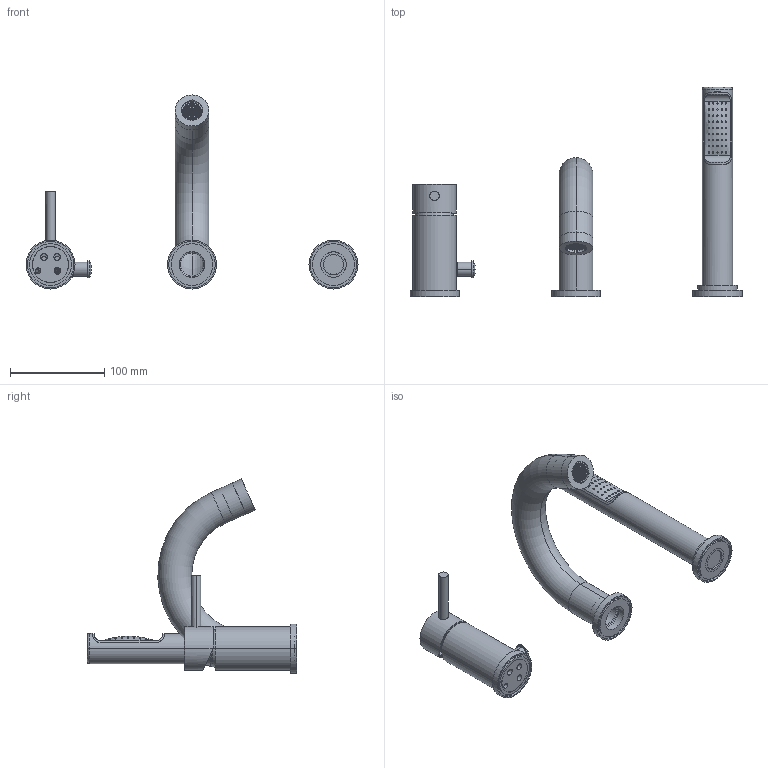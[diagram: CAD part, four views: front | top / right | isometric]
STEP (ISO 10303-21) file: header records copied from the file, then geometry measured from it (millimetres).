
FILE_DESCRIPTION((''),'2;1');
FILE_NAME('LIG040L','2021-01-14T14:49:31',('ut3'),('PAFFONI SpA'),'CREO PARAMETRIC BY PTC INC, 2020044','CREO PARAMETRIC BY PTC INC, 2020044','');
FILE_SCHEMA(('CONFIG_CONTROL_DESIGN','SHAPE_APPEARANCE_LAYERS_GROUPS'));
Length unit declared in the file: millimetre
Products named in the file (1): LIG040L
Bounding box: 352 x 222 x 205.82 mm (x, y, z)
Surface area: 168249.7 mm2 (no closed solid volume)
Topology: 0 solids, 45 shells, 572 faces, 3001 edges, 2435 vertices
Faces by surface type: plane 247, cylinder 236, cone 56, torus 22, bspline 9, sphere 2
Entity records: 40920 total; most frequent: CARTESIAN_POINT 13911, DIRECTION 4402, ORIENTED_EDGE 4024, EDGE_CURVE 2992, VERTEX_POINT 2435, VECTOR 1650, LINE 1650, AXIS2_PLACEMENT_3D 1376
